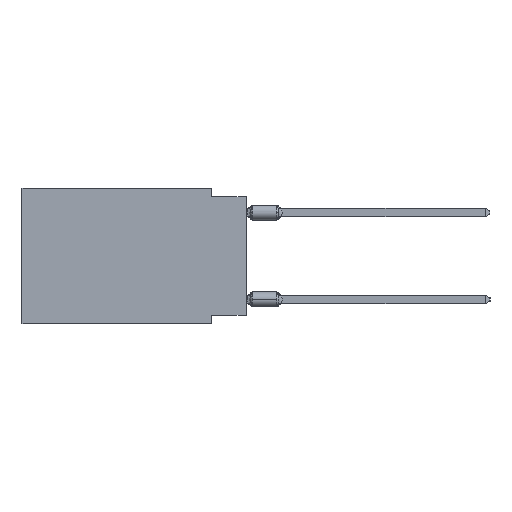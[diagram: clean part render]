
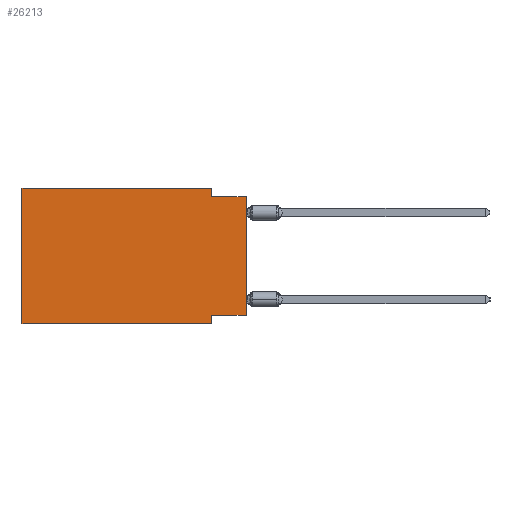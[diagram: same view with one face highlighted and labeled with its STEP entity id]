
A CAD part, left-side view. The second image highlights one B-rep face of the part: STEP entity #26213.
In plain terms, the highlighted planar face has unit normal (-1, 0, 0).
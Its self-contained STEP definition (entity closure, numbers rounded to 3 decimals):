
#43 = CARTESIAN_POINT ( 'NONE',  ( 0., 16.383, -9.906 ) ) ;
#958 = ORIENTED_EDGE ( 'NONE', *, *, #2989, .T. ) ;
#1148 = DIRECTION ( 'NONE',  ( 1., 0., 0. ) ) ;
#1706 = EDGE_CURVE ( 'NONE', #47715, #33390, #37270, .T. ) ;
#2364 = DIRECTION ( 'NONE',  ( 0., -1., 0. ) ) ;
#2989 = EDGE_CURVE ( 'NONE', #47715, #20122, #36969, .T. ) ;
#3282 = CARTESIAN_POINT ( 'NONE',  ( 0., 16.383, 0. ) ) ;
#3283 = CARTESIAN_POINT ( 'NONE',  ( 0., 0., -0.635 ) ) ;
#3474 = VERTEX_POINT ( 'NONE', #43 ) ;
#3772 = VERTEX_POINT ( 'NONE', #33202 ) ;
#4330 = EDGE_CURVE ( 'NONE', #8575, #20122, #50314, .T. ) ;
#5192 = DIRECTION ( 'NONE',  ( 0., 0., -1. ) ) ;
#5979 = LINE ( 'NONE', #37327, #45412 ) ;
#6989 = ORIENTED_EDGE ( 'NONE', *, *, #9827, .F. ) ;
#8575 = VERTEX_POINT ( 'NONE', #25166 ) ;
#9485 = DIRECTION ( 'NONE',  ( 0., 0., 1. ) ) ;
#9827 = EDGE_CURVE ( 'NONE', #3474, #22167, #32630, .T. ) ;
#10537 = DIRECTION ( 'NONE',  ( 0., 1., 0. ) ) ;
#12656 = LINE ( 'NONE', #48082, #21695 ) ;
#13562 = CARTESIAN_POINT ( 'NONE',  ( 0., 0., -9.271 ) ) ;
#15166 = VECTOR ( 'NONE', #23381, 1000. ) ;
#15184 = EDGE_CURVE ( 'NONE', #22167, #3772, #27196, .T. ) ;
#16307 = ORIENTED_EDGE ( 'NONE', *, *, #45949, .F. ) ;
#16323 = EDGE_LOOP ( 'NONE', ( #958, #18790, #22137, #44704, #6989, #44716, #16307, #33609 ) ) ;
#18790 = ORIENTED_EDGE ( 'NONE', *, *, #4330, .F. ) ;
#18853 = VERTEX_POINT ( 'NONE', #45786 ) ;
#18954 = CARTESIAN_POINT ( 'NONE',  ( 0., 2.54, -9.271 ) ) ;
#19442 = EDGE_CURVE ( 'NONE', #3772, #8575, #31080, .T. ) ;
#20049 = CARTESIAN_POINT ( 'NONE',  ( 0., 16.383, 0. ) ) ;
#20122 = VERTEX_POINT ( 'NONE', #38167 ) ;
#20942 = CARTESIAN_POINT ( 'NONE',  ( 0., 16.383, 0. ) ) ;
#21181 = PLANE ( 'NONE',  #37026 ) ;
#21695 = VECTOR ( 'NONE', #5192, 1000. ) ;
#22137 = ORIENTED_EDGE ( 'NONE', *, *, #19442, .F. ) ;
#22167 = VERTEX_POINT ( 'NONE', #38298 ) ;
#22828 = DIRECTION ( 'NONE',  ( 0., -1., 0. ) ) ;
#23381 = DIRECTION ( 'NONE',  ( 0., 0., -1. ) ) ;
#25166 = CARTESIAN_POINT ( 'NONE',  ( 0., 2.54, -0.635 ) ) ;
#26213 = ADVANCED_FACE ( 'NONE', ( #48149 ), #21181, .F. ) ;
#27196 = LINE ( 'NONE', #3282, #30515 ) ;
#28606 = VECTOR ( 'NONE', #22828, 1000. ) ;
#30081 = CARTESIAN_POINT ( 'NONE',  ( 0., 0., -9.271 ) ) ;
#30515 = VECTOR ( 'NONE', #31040, 1000. ) ;
#31040 = DIRECTION ( 'NONE',  ( 0., -1., 0. ) ) ;
#31080 = LINE ( 'NONE', #42909, #15166 ) ;
#31996 = DIRECTION ( 'NONE',  ( 0., 0., -1. ) ) ;
#32630 = LINE ( 'NONE', #20049, #41952 ) ;
#33202 = CARTESIAN_POINT ( 'NONE',  ( 0., 2.54, 0. ) ) ;
#33390 = VERTEX_POINT ( 'NONE', #18954 ) ;
#33609 = ORIENTED_EDGE ( 'NONE', *, *, #1706, .F. ) ;
#34968 = EDGE_CURVE ( 'NONE', #3474, #18853, #5979, .T. ) ;
#36604 = VECTOR ( 'NONE', #10537, 1000. ) ;
#36969 = LINE ( 'NONE', #44680, #43243 ) ;
#37026 = AXIS2_PLACEMENT_3D ( 'NONE', #20942, #1148, #31996 ) ;
#37270 = LINE ( 'NONE', #30081, #36604 ) ;
#37327 = CARTESIAN_POINT ( 'NONE',  ( 0., 16.383, -9.906 ) ) ;
#38167 = CARTESIAN_POINT ( 'NONE',  ( 0., 0., -0.635 ) ) ;
#38298 = CARTESIAN_POINT ( 'NONE',  ( 0., 16.383, 0. ) ) ;
#41952 = VECTOR ( 'NONE', #43423, 1000. ) ;
#42909 = CARTESIAN_POINT ( 'NONE',  ( 0., 2.54, 0. ) ) ;
#43243 = VECTOR ( 'NONE', #9485, 1000. ) ;
#43423 = DIRECTION ( 'NONE',  ( 0., 0., 1. ) ) ;
#44680 = CARTESIAN_POINT ( 'NONE',  ( 0., 0., 0. ) ) ;
#44704 = ORIENTED_EDGE ( 'NONE', *, *, #15184, .F. ) ;
#44716 = ORIENTED_EDGE ( 'NONE', *, *, #34968, .T. ) ;
#45412 = VECTOR ( 'NONE', #2364, 1000. ) ;
#45786 = CARTESIAN_POINT ( 'NONE',  ( 0., 2.54, -9.906 ) ) ;
#45949 = EDGE_CURVE ( 'NONE', #33390, #18853, #12656, .T. ) ;
#47715 = VERTEX_POINT ( 'NONE', #13562 ) ;
#48082 = CARTESIAN_POINT ( 'NONE',  ( 0., 2.54, -9.906 ) ) ;
#48149 = FACE_OUTER_BOUND ( 'NONE', #16323, .T. ) ;
#50314 = LINE ( 'NONE', #3283, #28606 ) ;
